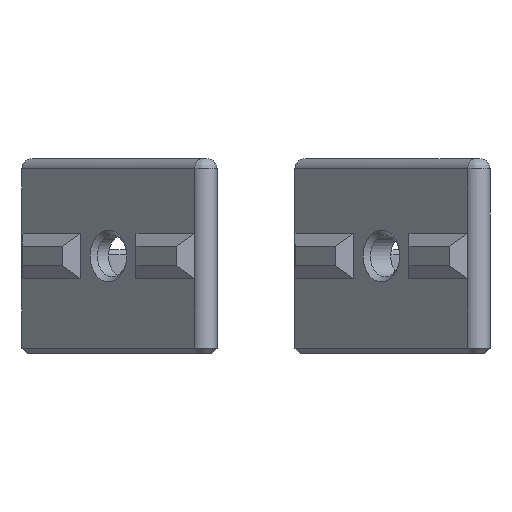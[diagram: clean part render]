
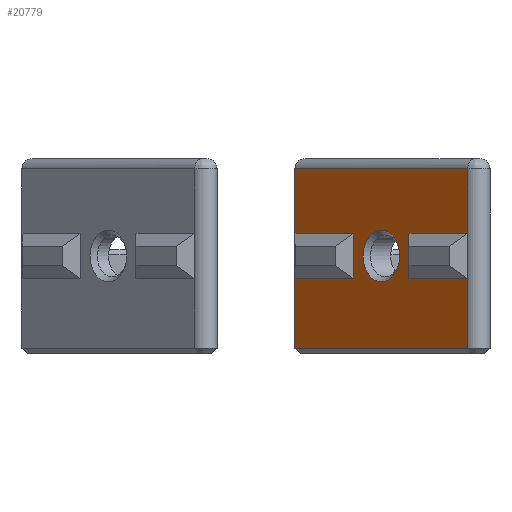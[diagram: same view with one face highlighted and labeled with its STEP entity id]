
A CAD part, left-side view. The second image highlights one B-rep face of the part: STEP entity #20779.
In plain terms, the highlighted planar face has unit normal (-0.707, 0.707, 0).
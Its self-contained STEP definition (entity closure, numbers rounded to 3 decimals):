
#1116=FACE_BOUND('',#3218,.T.);
#1274=PLANE('',#22346);
#1910=FACE_OUTER_BOUND('',#3217,.T.);
#3217=EDGE_LOOP('',(#15294,#15295,#15296,#15297,#15298,#15299,#15300,#15301,
#15302,#15303,#15304,#15305));
#3218=EDGE_LOOP('',(#15306));
#4654=LINE('',#31050,#6510);
#4710=LINE('',#31193,#6566);
#4712=LINE('',#31197,#6568);
#4767=LINE('',#31641,#6623);
#4774=LINE('',#31678,#6630);
#4776=LINE('',#31681,#6632);
#4777=LINE('',#31684,#6633);
#4778=LINE('',#31686,#6634);
#4779=LINE('',#31687,#6635);
#4780=LINE('',#31689,#6636);
#4781=LINE('',#31691,#6637);
#4782=LINE('',#31692,#6638);
#6510=VECTOR('',#24904,10.);
#6566=VECTOR('',#25054,10.);
#6568=VECTOR('',#25056,10.);
#6623=VECTOR('',#25321,10.);
#6630=VECTOR('',#25370,10.);
#6632=VECTOR('',#25372,10.);
#6633=VECTOR('',#25375,10.);
#6634=VECTOR('',#25376,10.);
#6635=VECTOR('',#25377,10.);
#6636=VECTOR('',#25378,10.);
#6637=VECTOR('',#25379,10.);
#6638=VECTOR('',#25380,10.);
#8227=CIRCLE('',#22347,2.);
#9221=VERTEX_POINT('',#31042);
#9223=VERTEX_POINT('',#31048);
#9263=VERTEX_POINT('',#31192);
#9264=VERTEX_POINT('',#31194);
#9265=VERTEX_POINT('',#31196);
#9349=VERTEX_POINT('',#31636);
#9358=VERTEX_POINT('',#31677);
#9359=VERTEX_POINT('',#31679);
#9360=VERTEX_POINT('',#31683);
#9361=VERTEX_POINT('',#31685);
#9362=VERTEX_POINT('',#31688);
#9363=VERTEX_POINT('',#31690);
#9364=VERTEX_POINT('',#31693);
#11306=EDGE_CURVE('',#9223,#9221,#4654,.T.);
#11378=EDGE_CURVE('',#9221,#9263,#4710,.T.);
#11380=EDGE_CURVE('',#9264,#9265,#4712,.T.);
#11516=EDGE_CURVE('',#9265,#9349,#4767,.T.);
#11535=EDGE_CURVE('',#9358,#9349,#4774,.T.);
#11537=EDGE_CURVE('',#9223,#9359,#4776,.T.);
#11538=EDGE_CURVE('',#9359,#9360,#4777,.T.);
#11539=EDGE_CURVE('',#9360,#9361,#4778,.T.);
#11540=EDGE_CURVE('',#9361,#9358,#4779,.T.);
#11541=EDGE_CURVE('',#9264,#9362,#4780,.T.);
#11542=EDGE_CURVE('',#9362,#9363,#4781,.T.);
#11543=EDGE_CURVE('',#9363,#9263,#4782,.T.);
#11544=EDGE_CURVE('',#9364,#9364,#8227,.T.);
#15294=ORIENTED_EDGE('',*,*,#11306,.F.);
#15295=ORIENTED_EDGE('',*,*,#11537,.T.);
#15296=ORIENTED_EDGE('',*,*,#11538,.T.);
#15297=ORIENTED_EDGE('',*,*,#11539,.T.);
#15298=ORIENTED_EDGE('',*,*,#11540,.T.);
#15299=ORIENTED_EDGE('',*,*,#11535,.T.);
#15300=ORIENTED_EDGE('',*,*,#11516,.F.);
#15301=ORIENTED_EDGE('',*,*,#11380,.F.);
#15302=ORIENTED_EDGE('',*,*,#11541,.T.);
#15303=ORIENTED_EDGE('',*,*,#11542,.T.);
#15304=ORIENTED_EDGE('',*,*,#11543,.T.);
#15305=ORIENTED_EDGE('',*,*,#11378,.F.);
#15306=ORIENTED_EDGE('',*,*,#11544,.F.);
#20779=ADVANCED_FACE('',(#1910,#1116),#1274,.T.);
#22346=AXIS2_PLACEMENT_3D('',#31682,#25373,#25374);
#22347=AXIS2_PLACEMENT_3D('',#31694,#25381,#25382);
#24904=DIRECTION('',(0.707,0.707,0.));
#25054=DIRECTION('',(0.,0.,1.));
#25056=DIRECTION('',(0.,0.,1.));
#25321=DIRECTION('',(-0.707,-0.707,0.));
#25370=DIRECTION('',(0.,0.,1.));
#25372=DIRECTION('',(0.,0.,1.));
#25373=DIRECTION('center_axis',(-0.707,0.707,0.));
#25374=DIRECTION('ref_axis',(-0.707,-0.707,0.));
#25375=DIRECTION('',(0.707,0.707,0.));
#25376=DIRECTION('',(0.,0.,1.));
#25377=DIRECTION('',(-0.707,-0.707,0.));
#25378=DIRECTION('',(-0.707,-0.707,0.));
#25379=DIRECTION('',(0.,0.,-1.));
#25380=DIRECTION('',(0.707,0.707,0.));
#25381=DIRECTION('center_axis',(-0.707,0.707,0.));
#25382=DIRECTION('ref_axis',(0.,0.,1.));
#31042=CARTESIAN_POINT('',(12.586,15.,-6.9));
#31048=CARTESIAN_POINT('',(-0.707,1.707,-6.9));
#31050=CARTESIAN_POINT('',(19.461,21.875,-6.9));
#31192=CARTESIAN_POINT('',(12.586,15.,-1.55));
#31193=CARTESIAN_POINT('',(12.586,15.,-7.3));
#31194=CARTESIAN_POINT('',(12.586,15.,1.95));
#31196=CARTESIAN_POINT('',(12.586,15.,6.9));
#31197=CARTESIAN_POINT('',(12.586,15.,-7.3));
#31636=CARTESIAN_POINT('',(-0.707,1.707,6.9));
#31641=CARTESIAN_POINT('',(19.461,21.875,6.9));
#31677=CARTESIAN_POINT('',(-0.707,1.707,1.95));
#31678=CARTESIAN_POINT('',(-0.707,1.707,-7.3));
#31679=CARTESIAN_POINT('',(-0.707,1.707,-1.55));
#31681=CARTESIAN_POINT('',(-0.707,1.707,-7.3));
#31682=CARTESIAN_POINT('Origin',(12.586,15.,-7.3));
#31683=CARTESIAN_POINT('',(3.818,6.232,-1.55));
#31684=CARTESIAN_POINT('',(8.202,10.616,-1.55));
#31685=CARTESIAN_POINT('',(3.818,6.232,1.95));
#31686=CARTESIAN_POINT('',(3.818,6.232,-2.675));
#31687=CARTESIAN_POINT('',(5.939,8.354,1.95));
#31688=CARTESIAN_POINT('',(8.061,10.475,1.95));
#31689=CARTESIAN_POINT('',(10.323,12.737,1.95));
#31690=CARTESIAN_POINT('',(8.061,10.475,-1.55));
#31691=CARTESIAN_POINT('',(8.061,10.475,-4.425));
#31692=CARTESIAN_POINT('',(12.586,15.,-1.55));
#31693=CARTESIAN_POINT('',(5.939,8.354,-1.8));
#31694=CARTESIAN_POINT('Origin',(5.939,8.354,0.2));
